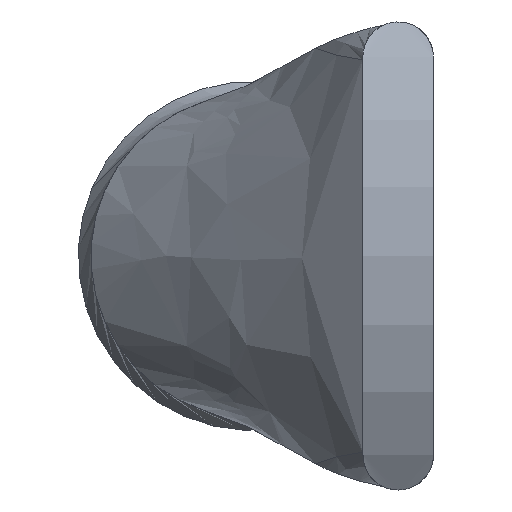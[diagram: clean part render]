
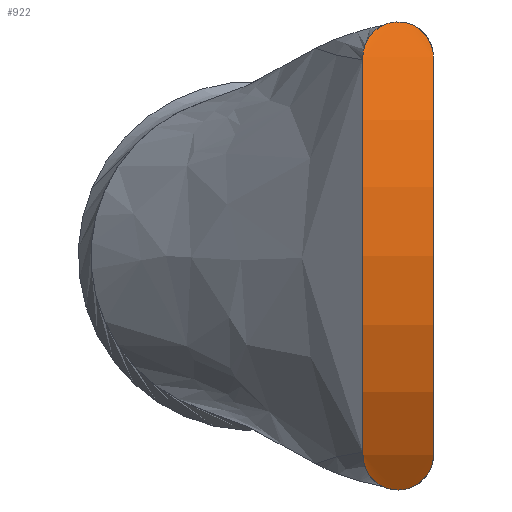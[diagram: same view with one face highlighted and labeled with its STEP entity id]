
A CAD part, left-side view. The second image highlights one B-rep face of the part: STEP entity #922.
In plain terms, the highlighted cylindrical face has radius 16.371 mm (diameter 32.741 mm), a partial arc.
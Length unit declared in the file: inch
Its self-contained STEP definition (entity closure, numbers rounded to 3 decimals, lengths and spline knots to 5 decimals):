
#35 = CARTESIAN_POINT ( 'NONE',  ( -0.32698, -0.00782, -0.36458 ) ) ;
#80 = CARTESIAN_POINT ( 'NONE',  ( -0.32809, -0.01537, -0.36295 ) ) ;
#113 = CARTESIAN_POINT ( 'NONE',  ( -0.32668, 0.00371, 0.36501 ) ) ;
#136 = CARTESIAN_POINT ( 'NONE',  ( -0.32705, 0.00788, -0.36447 ) ) ;
#178 = CARTESIAN_POINT ( 'NONE',  ( -0.32728, -0.00993, 0.36413 ) ) ;
#219 = DIRECTION ( 'NONE',  ( 0., 0., -1. ) ) ;
#222 = CARTESIAN_POINT ( 'NONE',  ( -0.33224, 0.02912, 0.3568 ) ) ;
#381 = B_SPLINE_CURVE_WITH_KNOTS ( 'NONE', 3,
 ( #4422, #890, #506, #2254, #3320, #1902, #809, #461, #3652, #832, #2993, #3678, #4401, #1572, #136, #851, #4379, #546 ),
 .UNSPECIFIED., .F., .F.,
 ( 4, 2, 2, 2, 2, 2, 2, 2, 4 ),
 ( 0., 0.06261, 0.12523, 0.18784, 0.25046, 0.37569, 0.4383, 0.46961, 0.50092 ),
 .UNSPECIFIED. ) ;
#452 = CARTESIAN_POINT ( 'NONE',  ( -0.33663, -0.03781, -0.3501 ) ) ;
#461 = CARTESIAN_POINT ( 'NONE',  ( -0.34173, 0.0448, -0.34209 ) ) ;
#479 = VERTEX_POINT ( 'NONE', #4515 ) ;
#506 = CARTESIAN_POINT ( 'NONE',  ( -0.35675, 0.05468, -0.31685 ) ) ;
#527 = CARTESIAN_POINT ( 'NONE',  ( -0.34727, -0.05004, 0.33309 ) ) ;
#546 = CARTESIAN_POINT ( 'NONE',  ( -0.32669, 0., -0.365 ) ) ;
#555 = CARTESIAN_POINT ( 'NONE',  ( -0.36055, -0.055, -0.31 ) ) ;
#656 = CARTESIAN_POINT ( 'NONE',  ( -0.36055, -0.055, 0.31 ) ) ;
#709 = ORIENTED_EDGE ( 'NONE', *, *, #3185, .F. ) ;
#733 = DIRECTION ( 'NONE',  ( 0., 0., -1. ) ) ;
#808 = CIRCLE ( 'NONE', #3707, 0.64451 ) ;
#809 = CARTESIAN_POINT ( 'NONE',  ( -0.34536, 0.04847, -0.33622 ) ) ;
#832 = CARTESIAN_POINT ( 'NONE',  ( -0.33498, 0.03541, -0.35269 ) ) ;
#851 = CARTESIAN_POINT ( 'NONE',  ( -0.32676, 0.00396, -0.36489 ) ) ;
#869 = CARTESIAN_POINT ( 'NONE',  ( -0.35676, -0.05468, 0.31684 ) ) ;
#873 = CIRCLE ( 'NONE', #2500, 0.64451 ) ;
#890 = CARTESIAN_POINT ( 'NONE',  ( -0.35867, 0.055, -0.31343 ) ) ;
#922 = ADVANCED_FACE ( 'NONE', ( #3926 ), #4589, .T. ) ;
#933 = CARTESIAN_POINT ( 'NONE',  ( -0.35678, 0.055, 0.31687 ) ) ;
#1073 = DIRECTION ( 'NONE',  ( 0., -1., 0. ) ) ;
#1106 = EDGE_CURVE ( 'NONE', #2256, #479, #381, .T. ) ;
#1118 = CARTESIAN_POINT ( 'NONE',  ( -0.33099, -0.02591, -0.35866 ) ) ;
#1129 = DIRECTION ( 'NONE',  ( 0., 0., -1. ) ) ;
#1182 = ORIENTED_EDGE ( 'NONE', *, *, #1707, .T. ) ;
#1194 = EDGE_CURVE ( 'NONE', #3680, #2384, #1595, .T. ) ;
#1233 = CARTESIAN_POINT ( 'NONE',  ( -0.35679, -0.055, -0.31686 ) ) ;
#1261 = CARTESIAN_POINT ( 'NONE',  ( -0.32707, -0.00804, 0.36444 ) ) ;
#1356 = CARTESIAN_POINT ( 'NONE',  ( -0.3453, 0.04874, 0.33639 ) ) ;
#1530 = CARTESIAN_POINT ( 'NONE',  ( -0.32814, -0.01561, 0.36288 ) ) ;
#1572 = CARTESIAN_POINT ( 'NONE',  ( -0.32726, 0.00978, -0.36416 ) ) ;
#1595 = B_SPLINE_CURVE_WITH_KNOTS ( 'NONE', 3,
 ( #2311, #3697, #869, #1966, #2292, #527, #1613, #4015, #1945, #3032, #4442, #3366, #1530, #178, #1261, #1880, #3297, #113, #2946, #4486, #4097, #2055, #222, #2330, #3760, #2728, #1356, #2752, #933, #2703 ),
 .UNSPECIFIED., .F., .F.,
 ( 4, 2, 2, 2, 2, 2, 2, 2, 2, 2, 2, 2, 2, 2, 4 ),
 ( 0., 0.0625, 0.125, 0.1875, 0.25, 0.375, 0.4375, 0.46875, 0.5, 0.5625, 0.625, 0.6875, 0.75, 0.875, 1. ),
 .UNSPECIFIED. ) ;
#1613 = CARTESIAN_POINT ( 'NONE',  ( -0.34539, -0.0485, 0.33617 ) ) ;
#1707 = EDGE_CURVE ( 'NONE', #2384, #2256, #873, .T. ) ;
#1742 = EDGE_LOOP ( 'NONE', ( #1182, #3291, #3790, #709, #2090 ) ) ;
#1880 = CARTESIAN_POINT ( 'NONE',  ( -0.32677, -0.00413, 0.36488 ) ) ;
#1902 = CARTESIAN_POINT ( 'NONE',  ( -0.34724, 0.05002, -0.33313 ) ) ;
#1945 = CARTESIAN_POINT ( 'NONE',  ( -0.34005, -0.04278, 0.34475 ) ) ;
#1966 = CARTESIAN_POINT ( 'NONE',  ( -0.35297, -0.05343, 0.32346 ) ) ;
#2055 = CARTESIAN_POINT ( 'NONE',  ( -0.33095, 0.02581, 0.35871 ) ) ;
#2090 = ORIENTED_EDGE ( 'NONE', *, *, #1194, .T. ) ;
#2254 = CARTESIAN_POINT ( 'NONE',  ( -0.35295, 0.05343, -0.32349 ) ) ;
#2256 = VERTEX_POINT ( 'NONE', #2763 ) ;
#2292 = CARTESIAN_POINT ( 'NONE',  ( -0.35109, -0.05252, 0.32668 ) ) ;
#2311 = CARTESIAN_POINT ( 'NONE',  ( -0.36055, -0.055, 0.31 ) ) ;
#2330 = CARTESIAN_POINT ( 'NONE',  ( -0.33502, 0.03501, 0.35257 ) ) ;
#2384 = VERTEX_POINT ( 'NONE', #4088 ) ;
#2470 = CARTESIAN_POINT ( 'NONE',  ( 0.20451, 0.055, 0. ) ) ;
#2485 = VERTEX_POINT ( 'NONE', #555 ) ;
#2495 = AXIS2_PLACEMENT_3D ( 'NONE', #2470, #4311, #1129 ) ;
#2500 = AXIS2_PLACEMENT_3D ( 'NONE', #3878, #1073, #733 ) ;
#2692 = CARTESIAN_POINT ( 'NONE',  ( -0.3416, -0.04504, -0.34234 ) ) ;
#2703 = CARTESIAN_POINT ( 'NONE',  ( -0.36055, 0.055, 0.31 ) ) ;
#2728 = CARTESIAN_POINT ( 'NONE',  ( -0.34156, 0.04501, 0.3424 ) ) ;
#2752 = CARTESIAN_POINT ( 'NONE',  ( -0.3529, 0.05372, 0.32363 ) ) ;
#2763 = CARTESIAN_POINT ( 'NONE',  ( -0.36055, 0.055, -0.31 ) ) ;
#2946 = CARTESIAN_POINT ( 'NONE',  ( -0.32696, 0.00766, 0.3646 ) ) ;
#2993 = CARTESIAN_POINT ( 'NONE',  ( -0.33209, 0.02953, -0.35702 ) ) ;
#3032 = CARTESIAN_POINT ( 'NONE',  ( -0.33501, -0.03548, 0.35263 ) ) ;
#3044 = CARTESIAN_POINT ( 'NONE',  ( -0.34532, -0.04876, -0.33635 ) ) ;
#3185 = EDGE_CURVE ( 'NONE', #3680, #2485, #808, .T. ) ;
#3236 = CARTESIAN_POINT ( 'NONE',  ( -0.32669, 0., -0.365 ) ) ;
#3291 = ORIENTED_EDGE ( 'NONE', *, *, #1106, .T. ) ;
#3297 = CARTESIAN_POINT ( 'NONE',  ( -0.32669, -0.00211, 0.36499 ) ) ;
#3320 = CARTESIAN_POINT ( 'NONE',  ( -0.35107, 0.05251, -0.32671 ) ) ;
#3366 = CARTESIAN_POINT ( 'NONE',  ( -0.32895, -0.0192, 0.36168 ) ) ;
#3405 = DIRECTION ( 'NONE',  ( 0., -1., 0. ) ) ;
#3571 = CARTESIAN_POINT ( 'NONE',  ( -0.32893, -0.0191, -0.36171 ) ) ;
#3643 = CARTESIAN_POINT ( 'NONE',  ( -0.33506, -0.03508, -0.35251 ) ) ;
#3652 = CARTESIAN_POINT ( 'NONE',  ( -0.34002, 0.04273, -0.34481 ) ) ;
#3674 = CARTESIAN_POINT ( 'NONE',  ( 0.20451, -0.055, 0. ) ) ;
#3678 = CARTESIAN_POINT ( 'NONE',  ( -0.32892, 0.01907, -0.36173 ) ) ;
#3680 = VERTEX_POINT ( 'NONE', #656 ) ;
#3697 = CARTESIAN_POINT ( 'NONE',  ( -0.35867, -0.055, 0.31343 ) ) ;
#3707 = AXIS2_PLACEMENT_3D ( 'NONE', #3674, #3405, #219 ) ;
#3710 = CARTESIAN_POINT ( 'NONE',  ( -0.35292, -0.05373, -0.32361 ) ) ;
#3760 = CARTESIAN_POINT ( 'NONE',  ( -0.33659, 0.03775, 0.35016 ) ) ;
#3790 = ORIENTED_EDGE ( 'NONE', *, *, #4168, .T. ) ;
#3878 = CARTESIAN_POINT ( 'NONE',  ( 0.20451, 0.055, 0. ) ) ;
#3917 = CARTESIAN_POINT ( 'NONE',  ( -0.32669, -0.00389, -0.365 ) ) ;
#3926 = FACE_OUTER_BOUND ( 'NONE', #1742, .T. ) ;
#3985 = CARTESIAN_POINT ( 'NONE',  ( -0.33227, -0.02921, -0.35674 ) ) ;
#4015 = CARTESIAN_POINT ( 'NONE',  ( -0.34176, -0.04484, 0.34204 ) ) ;
#4088 = CARTESIAN_POINT ( 'NONE',  ( -0.36055, 0.055, 0.31 ) ) ;
#4097 = CARTESIAN_POINT ( 'NONE',  ( -0.3289, 0.01897, 0.36176 ) ) ;
#4110 = CARTESIAN_POINT ( 'NONE',  ( -0.36055, -0.055, -0.31 ) ) ;
#4168 = EDGE_CURVE ( 'NONE', #479, #2485, #4437, .T. ) ;
#4311 = DIRECTION ( 'NONE',  ( 0., -1., 0. ) ) ;
#4379 = CARTESIAN_POINT ( 'NONE',  ( -0.32669, 0.00195, -0.365 ) ) ;
#4401 = CARTESIAN_POINT ( 'NONE',  ( -0.32811, 0.01548, -0.36292 ) ) ;
#4422 = CARTESIAN_POINT ( 'NONE',  ( -0.36055, 0.055, -0.31 ) ) ;
#4437 = B_SPLINE_CURVE_WITH_KNOTS ( 'NONE', 3,
 ( #3236, #3917, #35, #80, #3571, #1118, #3985, #3643, #452, #2692, #3044, #3710, #1233, #4110 ),
 .UNSPECIFIED., .F., .F.,
 ( 4, 2, 2, 2, 2, 2, 4 ),
 ( 0.50092, 0.5633, 0.62569, 0.68807, 0.75046, 0.87523, 1. ),
 .UNSPECIFIED. ) ;
#4442 = CARTESIAN_POINT ( 'NONE',  ( -0.33213, -0.02963, 0.35696 ) ) ;
#4486 = CARTESIAN_POINT ( 'NONE',  ( -0.32806, 0.01524, 0.36299 ) ) ;
#4515 = CARTESIAN_POINT ( 'NONE',  ( -0.32669, 0., -0.365 ) ) ;
#4589 = CYLINDRICAL_SURFACE ( 'NONE', #2495, 0.64451 ) ;
